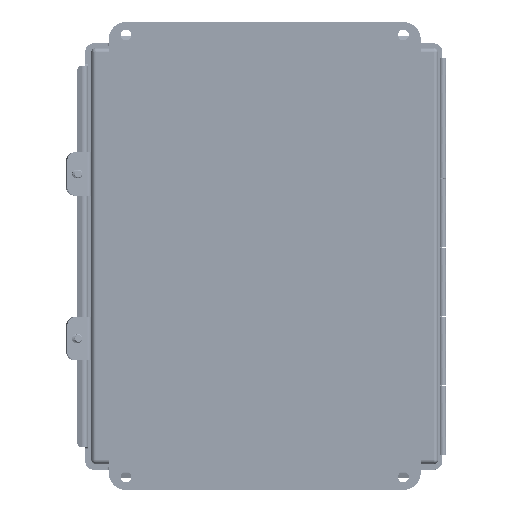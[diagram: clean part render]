
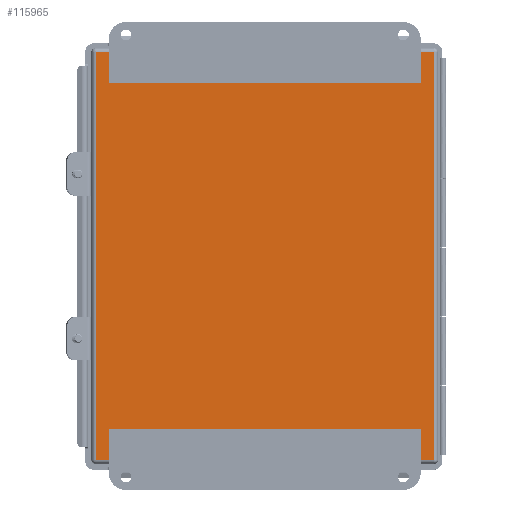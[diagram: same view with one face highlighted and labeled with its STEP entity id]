
A CAD part, top view. The second image highlights one B-rep face of the part: STEP entity #115965.
In plain terms, the highlighted planar face has unit normal (0, 0, 1).
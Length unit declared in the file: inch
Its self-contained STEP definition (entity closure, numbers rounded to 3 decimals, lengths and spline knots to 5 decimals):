
#317 = VECTOR ( 'NONE', #296498, 39.37008 ) ;
#3467 = CARTESIAN_POINT ( 'NONE',  ( -5., 6., 0. ) ) ;
#6448 = AXIS2_PLACEMENT_3D ( 'NONE', #3467, #320169, #187161 ) ;
#7433 = VECTOR ( 'NONE', #62475, 39.37008 ) ;
#12086 = LINE ( 'NONE', #223854, #287122 ) ;
#19526 = ORIENTED_EDGE ( 'NONE', *, *, #268949, .T. ) ;
#49158 = LINE ( 'NONE', #61339, #7433 ) ;
#61339 = CARTESIAN_POINT ( 'NONE',  ( -4.875, 6., 0. ) ) ;
#62475 = DIRECTION ( 'NONE',  ( 0., -1., 0. ) ) ;
#68167 = VERTEX_POINT ( 'NONE', #235719 ) ;
#72600 = CARTESIAN_POINT ( 'NONE',  ( 4.875, -5.875, 0. ) ) ;
#84374 = EDGE_CURVE ( 'NONE', #68167, #318713, #49158, .T. ) ;
#102254 = ORIENTED_EDGE ( 'NONE', *, *, #84374, .T. ) ;
#109953 = CARTESIAN_POINT ( 'NONE',  ( -5., -5.875, 0. ) ) ;
#111407 = PLANE ( 'NONE',  #6448 ) ;
#115965 = ADVANCED_FACE ( 'NONE', ( #343149 ), #111407, .T. ) ;
#123762 = CARTESIAN_POINT ( 'NONE',  ( 4.875, 5.875, 0. ) ) ;
#133475 = LINE ( 'NONE', #109953, #317 ) ;
#144989 = ORIENTED_EDGE ( 'NONE', *, *, #263892, .T. ) ;
#183303 = EDGE_LOOP ( 'NONE', ( #144989, #340853, #19526, #102254 ) ) ;
#187161 = DIRECTION ( 'NONE',  ( 1., 0., 0. ) ) ;
#198123 = CARTESIAN_POINT ( 'NONE',  ( 4.875, 6., 0. ) ) ;
#219917 = EDGE_CURVE ( 'NONE', #289248, #343193, #321382, .T. ) ;
#223854 = CARTESIAN_POINT ( 'NONE',  ( -5., 5.875, 0. ) ) ;
#235719 = CARTESIAN_POINT ( 'NONE',  ( -4.875, 5.875, 0. ) ) ;
#263892 = EDGE_CURVE ( 'NONE', #318713, #289248, #133475, .T. ) ;
#268949 = EDGE_CURVE ( 'NONE', #343193, #68167, #12086, .T. ) ;
#284956 = CARTESIAN_POINT ( 'NONE',  ( -4.875, -5.875, 0. ) ) ;
#287122 = VECTOR ( 'NONE', #328876, 39.37008 ) ;
#289248 = VERTEX_POINT ( 'NONE', #72600 ) ;
#296498 = DIRECTION ( 'NONE',  ( 1., 0., 0. ) ) ;
#310116 = DIRECTION ( 'NONE',  ( 0., 1., 0. ) ) ;
#318713 = VERTEX_POINT ( 'NONE', #284956 ) ;
#320169 = DIRECTION ( 'NONE',  ( 0., 0., 1. ) ) ;
#321382 = LINE ( 'NONE', #198123, #333731 ) ;
#328876 = DIRECTION ( 'NONE',  ( -1., 0., 0. ) ) ;
#333731 = VECTOR ( 'NONE', #310116, 39.37008 ) ;
#340853 = ORIENTED_EDGE ( 'NONE', *, *, #219917, .T. ) ;
#343149 = FACE_OUTER_BOUND ( 'NONE', #183303, .T. ) ;
#343193 = VERTEX_POINT ( 'NONE', #123762 ) ;
